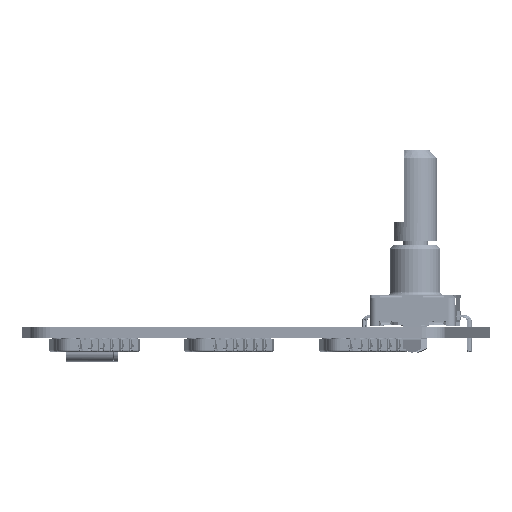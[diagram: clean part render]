
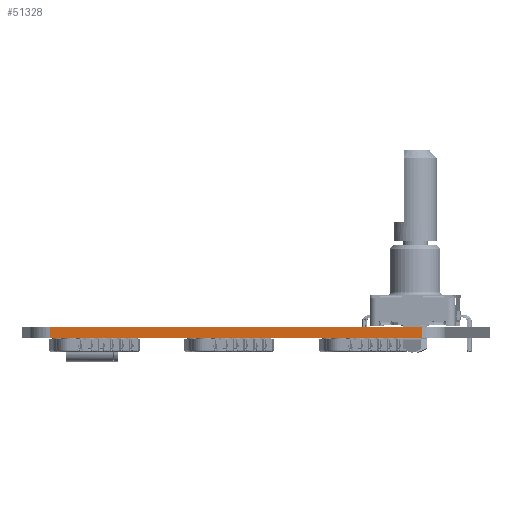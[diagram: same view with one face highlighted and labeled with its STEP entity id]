
A CAD part, left-side view. The second image highlights one B-rep face of the part: STEP entity #51328.
In plain terms, the highlighted planar face has unit normal (-0.998, 0.068, 0).
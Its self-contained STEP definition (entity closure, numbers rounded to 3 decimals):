
#47189 = VERTEX_POINT('',#47190);
#47190 = CARTESIAN_POINT('',(45.265,-40.116,0.));
#47197 = EDGE_CURVE('',#47198,#47189,#47200,.T.);
#47198 = VERTEX_POINT('',#47199);
#47199 = CARTESIAN_POINT('',(41.754,-92.047,0.));
#47200 = LINE('',#47201,#47202);
#47201 = CARTESIAN_POINT('',(41.754,-92.047,0.));
#47202 = VECTOR('',#47203,1.);
#47203 = DIRECTION('',(0.067,0.998,0.));
#49219 = VERTEX_POINT('',#49220);
#49220 = CARTESIAN_POINT('',(45.265,-40.116,1.6));
#49227 = EDGE_CURVE('',#49228,#49219,#49230,.T.);
#49228 = VERTEX_POINT('',#49229);
#49229 = CARTESIAN_POINT('',(41.754,-92.047,1.6));
#49230 = LINE('',#49231,#49232);
#49231 = CARTESIAN_POINT('',(41.754,-92.047,1.6));
#49232 = VECTOR('',#49233,1.);
#49233 = DIRECTION('',(0.067,0.998,0.));
#51298 = EDGE_CURVE('',#47189,#49219,#51299,.T.);
#51299 = LINE('',#51300,#51301);
#51300 = CARTESIAN_POINT('',(45.265,-40.116,0.));
#51301 = VECTOR('',#51302,1.);
#51302 = DIRECTION('',(0.,0.,1.));
#51328 = ADVANCED_FACE('',(#51329),#51340,.T.);
#51329 = FACE_BOUND('',#51330,.T.);
#51330 = EDGE_LOOP('',(#51331,#51337,#51338,#51339));
#51331 = ORIENTED_EDGE('',*,*,#51332,.T.);
#51332 = EDGE_CURVE('',#47198,#49228,#51333,.T.);
#51333 = LINE('',#51334,#51335);
#51334 = CARTESIAN_POINT('',(41.754,-92.047,0.));
#51335 = VECTOR('',#51336,1.);
#51336 = DIRECTION('',(0.,0.,1.));
#51337 = ORIENTED_EDGE('',*,*,#49227,.T.);
#51338 = ORIENTED_EDGE('',*,*,#51298,.F.);
#51339 = ORIENTED_EDGE('',*,*,#47197,.F.);
#51340 = PLANE('',#51341);
#51341 = AXIS2_PLACEMENT_3D('',#51342,#51343,#51344);
#51342 = CARTESIAN_POINT('',(41.754,-92.047,0.));
#51343 = DIRECTION('',(-0.998,0.067,0.));
#51344 = DIRECTION('',(0.067,0.998,0.));
